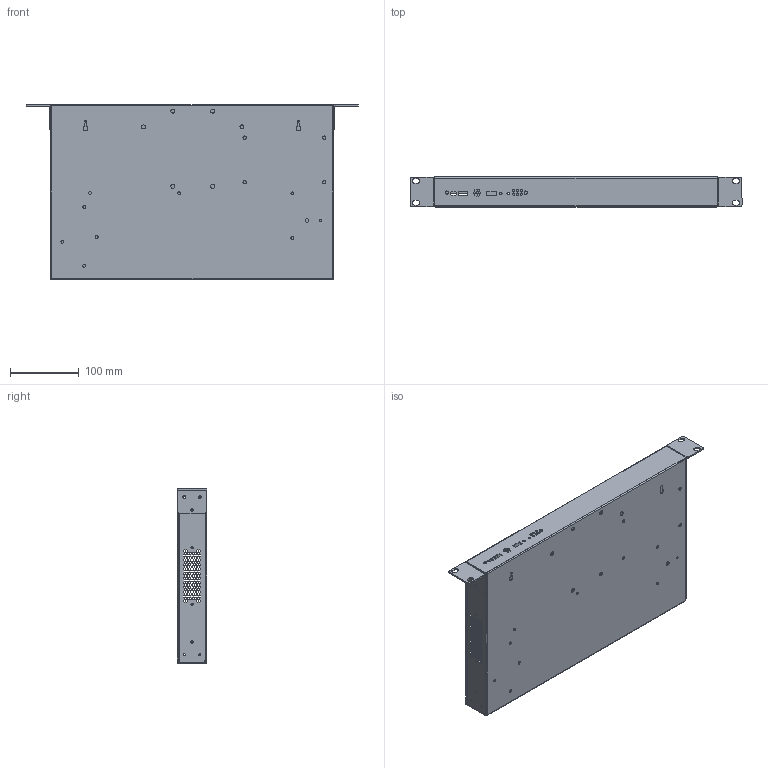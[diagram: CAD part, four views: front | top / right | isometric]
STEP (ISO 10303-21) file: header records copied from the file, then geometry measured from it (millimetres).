
FILE_DESCRIPTION (( 'STEP AP214' ), '1' );
FILE_NAME ('ENVIROMUX-16D.STEP', '2014-04-17T18:57:41', ( 'test' ), ( '' ), 'SwSTEP 2.0', 'SolidWorks 2011', '' );
FILE_SCHEMA (( 'AUTOMOTIVE_DESIGN' ));
Length unit declared in the file: inch
Products named in the file (4): MP3180; MP3179; MP4617; ENVIROMUX-16D
Assembly tree (4 placements, depth 2):
  ENVIROMUX-16D
    MP4617
    MP3180  x2
    MP3179
Bounding box: 482.73 x 43.26 x 254.4 mm (x, y, z)
Volume: 320919.1 mm3; surface area: 544743.1 mm2
Topology: 4 solids, 4 shells, 2365 faces, 6967 edges, 4610 vertices
Faces by surface type: plane 2027, cylinder 320, bspline 18
Entity records: 78579 total; most frequent: CARTESIAN_POINT 14313, ORIENTED_EDGE 13734, DIRECTION 12007, EDGE_CURVE 6867, LINE 6215, VECTOR 6215, VERTEX_POINT 4546, EDGE_LOOP 3155
